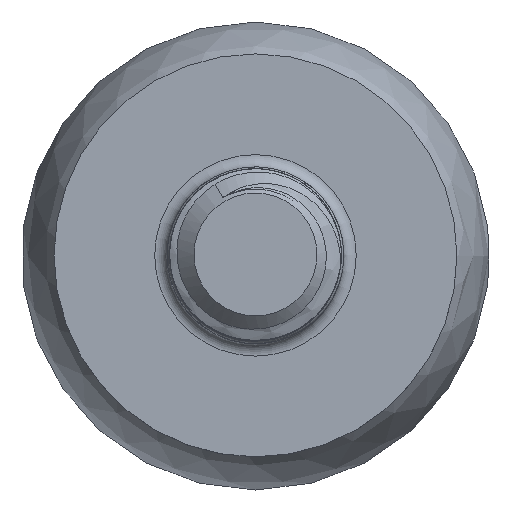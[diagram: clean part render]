
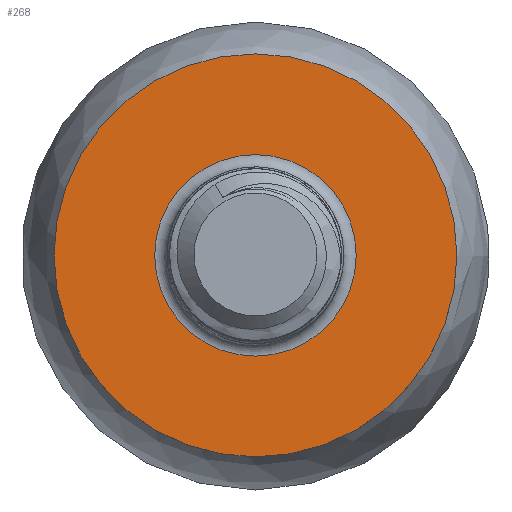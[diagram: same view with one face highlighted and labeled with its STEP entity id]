
A CAD part, top view. The second image highlights one B-rep face of the part: STEP entity #268.
In plain terms, the highlighted planar face has unit normal (0, 0, 1).
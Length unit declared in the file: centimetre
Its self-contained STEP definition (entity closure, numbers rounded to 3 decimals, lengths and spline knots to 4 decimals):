
#120=PLANE('',#285);
#128=VERTEX_POINT('',#348);
#130=VERTEX_POINT('',#354);
#146=CIRCLE('',#282,0.205);
#148=CIRCLE('',#286,0.41);
#157=EDGE_CURVE('',#128,#128,#146,.T.);
#159=EDGE_CURVE('',#130,#130,#148,.T.);
#182=ORIENTED_EDGE('',*,*,#159,.T.);
#183=ORIENTED_EDGE('',*,*,#157,.F.);
#226=EDGE_LOOP('',(#182));
#227=EDGE_LOOP('',(#183));
#248=FACE_BOUND('',#226,.T.);
#249=FACE_BOUND('',#227,.T.);
#268=ADVANCED_FACE('',(#248,#249),#120,.T.);
#282=AXIS2_PLACEMENT_3D('',#347,#306,#307);
#285=AXIS2_PLACEMENT_3D('',#352,#312,$);
#286=AXIS2_PLACEMENT_3D('',#353,#313,#314);
#306=DIRECTION('',(0.,0.,1.));
#307=DIRECTION('',(-0.205,0.,0.));
#312=DIRECTION('',(0.,0.,1.));
#313=DIRECTION('',(0.,0.,1.));
#314=DIRECTION('',(0.41,0.,0.));
#347=CARTESIAN_POINT('',(0.,0.,0.));
#348=CARTESIAN_POINT('',(0.205,0.,0.));
#352=CARTESIAN_POINT('',(0.,0.,0.));
#353=CARTESIAN_POINT('',(0.,0.,0.));
#354=CARTESIAN_POINT('',(0.41,0.,0.));
